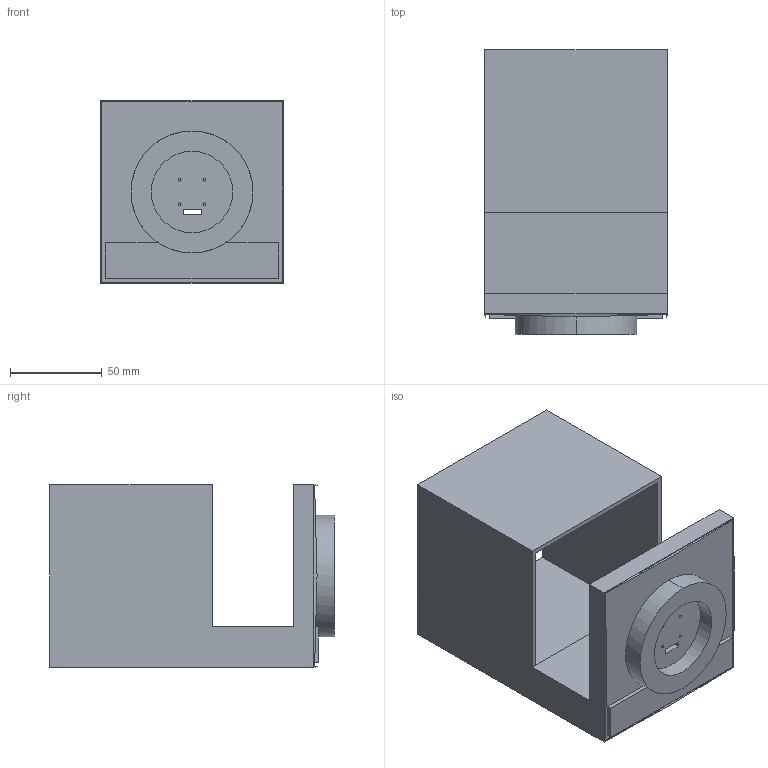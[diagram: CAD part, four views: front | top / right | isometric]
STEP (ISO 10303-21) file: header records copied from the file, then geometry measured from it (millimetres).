
FILE_DESCRIPTION (( 'STEP AP214' ), '1' );
FILE_NAME ('Box.STEP', '2025-05-27T21:52:53', ( '' ), ( '' ), 'SwSTEP 2.0', 'SolidWorks 2023', '' );
FILE_SCHEMA (( 'AUTOMOTIVE_DESIGN' ));
Length unit declared in the file: millimetre
Products named in the file (1): Box
Bounding box: 99.9 x 155.4 x 99.9 mm (x, y, z)
Volume: 294243.8 mm3; surface area: 112260.5 mm2
Topology: 1 solids, 1 shells, 51 faces, 134 edges, 86 vertices
Faces by surface type: plane 35, cylinder 12, bspline 4
Entity records: 1773 total; most frequent: CARTESIAN_POINT 464, ORIENTED_EDGE 268, DIRECTION 252, EDGE_CURVE 134, VECTOR 104, LINE 104, VERTEX_POINT 86, AXIS2_PLACEMENT_3D 74
